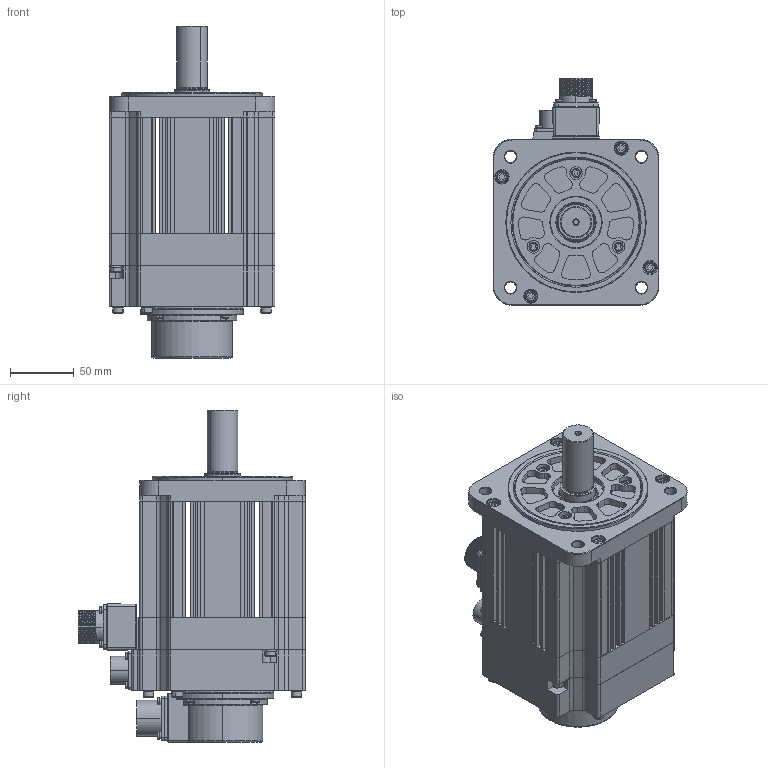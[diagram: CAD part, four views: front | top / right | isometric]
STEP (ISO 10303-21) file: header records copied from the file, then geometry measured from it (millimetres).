
FILE_DESCRIPTION (( 'STEP AP203' ), '1' );
FILE_NAME ('EM1-2KW-B.STEP', '2019-12-03T02:26:32', ( '' ), ( '' ), 'SwSTEP 2.0', 'SolidWorks 2015', '' );
FILE_SCHEMA (( 'CONFIG_CONTROL_DESIGN' ));
Length unit declared in the file: millimetre
Products named in the file (1): EM1-2KW-B
Bounding box: 130 x 177.85 x 260.1 mm (x, y, z)
Surface area: 180927.8 mm2 (no closed solid volume)
Topology: 0 solids, 73 shells, 1218 faces, 3547 edges, 2396 vertices
Faces by surface type: plane 546, cylinder 401, cone 141, torus 98, bspline 26, sphere 6
Entity records: 44698 total; most frequent: CARTESIAN_POINT 12596, DIRECTION 6962, ORIENTED_EDGE 5935, EDGE_CURVE 3538, AXIS2_PLACEMENT_3D 2465, VERTEX_POINT 2394, VECTOR 2032, LINE 2032
